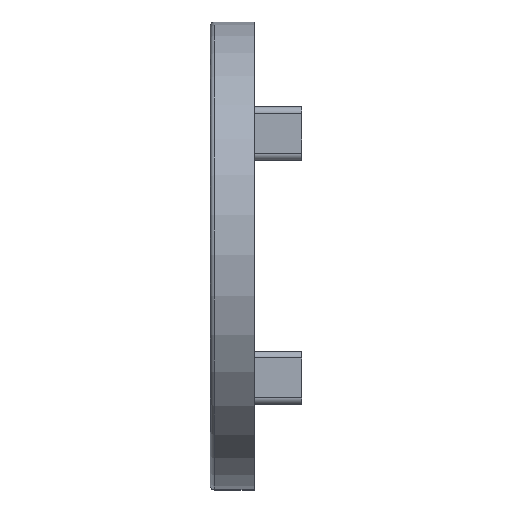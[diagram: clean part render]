
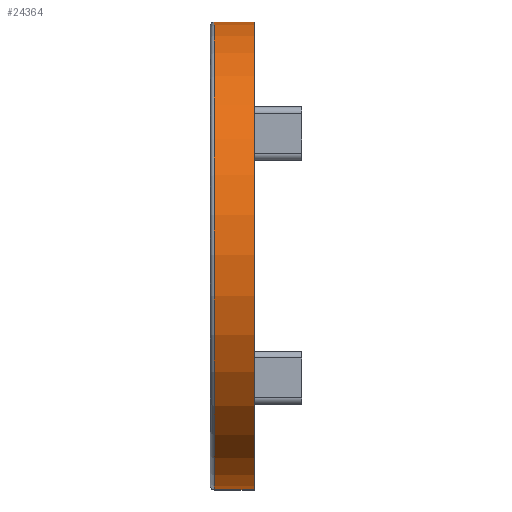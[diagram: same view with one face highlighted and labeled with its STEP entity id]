
A CAD part, top view. The second image highlights one B-rep face of the part: STEP entity #24364.
In plain terms, the highlighted cylindrical face has radius 17.25 mm (diameter 34.5 mm), a partial arc.
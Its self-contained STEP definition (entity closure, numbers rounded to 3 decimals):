
#1241 = LINE ( 'NONE', #2629, #22812 ) ;
#1546 = DIRECTION ( 'NONE',  ( -1., 0., 0. ) ) ;
#1666 = CARTESIAN_POINT ( 'NONE',  ( -1.325, 17.25, 20.25 ) ) ;
#2629 = CARTESIAN_POINT ( 'NONE',  ( 1.625, -17.25, 20.25 ) ) ;
#2640 = EDGE_CURVE ( 'NONE', #10057, #21202, #11037, .T. ) ;
#2877 = DIRECTION ( 'NONE',  ( -1., 0., 0. ) ) ;
#3317 = DIRECTION ( 'NONE',  ( 1., 0., 0. ) ) ;
#3848 = VERTEX_POINT ( 'NONE', #11761 ) ;
#4566 = EDGE_CURVE ( 'NONE', #21571, #10057, #18280, .T. ) ;
#4898 = VECTOR ( 'NONE', #1546, 1000. ) ;
#5522 = CARTESIAN_POINT ( 'NONE',  ( 1.625, 17.25, 20.25 ) ) ;
#5855 = EDGE_CURVE ( 'NONE', #3848, #21202, #1241, .T. ) ;
#7212 = DIRECTION ( 'NONE',  ( 0., 0., -1. ) ) ;
#8690 = CYLINDRICAL_SURFACE ( 'NONE', #23223, 17.25 ) ;
#10057 = VERTEX_POINT ( 'NONE', #1666 ) ;
#10550 = AXIS2_PLACEMENT_3D ( 'NONE', #11461, #3317, #7212 ) ;
#10855 = DIRECTION ( 'NONE',  ( 0., 0., 1. ) ) ;
#11037 = CIRCLE ( 'NONE', #10550, 17.25 ) ;
#11461 = CARTESIAN_POINT ( 'NONE',  ( -1.325, 0., 20.25 ) ) ;
#11761 = CARTESIAN_POINT ( 'NONE',  ( 1.625, -17.25, 20.25 ) ) ;
#12548 = CARTESIAN_POINT ( 'NONE',  ( 1.625, 0., 20.25 ) ) ;
#13395 = DIRECTION ( 'NONE',  ( 0., 0., 1. ) ) ;
#14562 = EDGE_LOOP ( 'NONE', ( #16111, #16013, #20688, #21715 ) ) ;
#15187 = DIRECTION ( 'NONE',  ( 1., 0., 0. ) ) ;
#16013 = ORIENTED_EDGE ( 'NONE', *, *, #2640, .T. ) ;
#16111 = ORIENTED_EDGE ( 'NONE', *, *, #4566, .T. ) ;
#16388 = CIRCLE ( 'NONE', #24328, 17.25 ) ;
#16959 = EDGE_CURVE ( 'NONE', #21571, #3848, #16388, .T. ) ;
#18280 = LINE ( 'NONE', #5522, #4898 ) ;
#20493 = CARTESIAN_POINT ( 'NONE',  ( 1.625, 17.25, 20.25 ) ) ;
#20688 = ORIENTED_EDGE ( 'NONE', *, *, #5855, .F. ) ;
#21202 = VERTEX_POINT ( 'NONE', #24488 ) ;
#21571 = VERTEX_POINT ( 'NONE', #20493 ) ;
#21715 = ORIENTED_EDGE ( 'NONE', *, *, #16959, .F. ) ;
#22400 = FACE_OUTER_BOUND ( 'NONE', #14562, .T. ) ;
#22812 = VECTOR ( 'NONE', #24039, 1000. ) ;
#23223 = AXIS2_PLACEMENT_3D ( 'NONE', #12548, #2877, #10855 ) ;
#24039 = DIRECTION ( 'NONE',  ( -1., 0., 0. ) ) ;
#24328 = AXIS2_PLACEMENT_3D ( 'NONE', #24892, #15187, #13395 ) ;
#24364 = ADVANCED_FACE ( 'NONE', ( #22400 ), #8690, .T. ) ;
#24488 = CARTESIAN_POINT ( 'NONE',  ( -1.325, -17.25, 20.25 ) ) ;
#24892 = CARTESIAN_POINT ( 'NONE',  ( 1.625, 0., 20.25 ) ) ;
